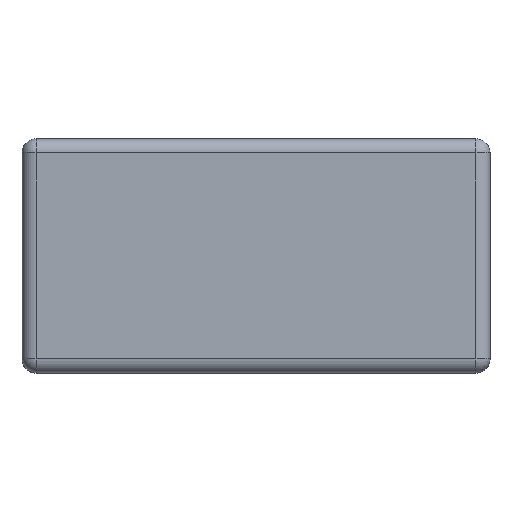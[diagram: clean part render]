
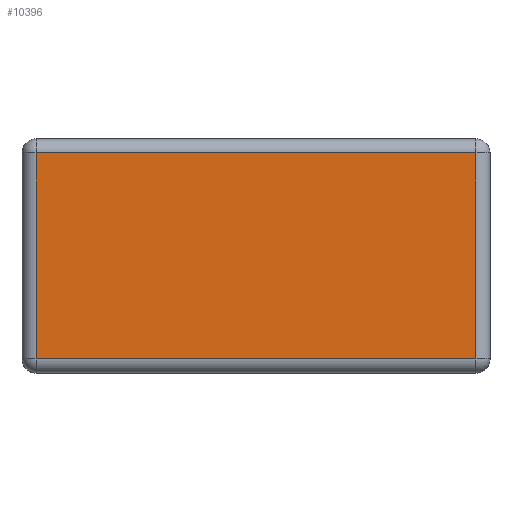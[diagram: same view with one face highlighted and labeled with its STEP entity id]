
A CAD part, top view. The second image highlights one B-rep face of the part: STEP entity #10396.
In plain terms, the highlighted face is planar.
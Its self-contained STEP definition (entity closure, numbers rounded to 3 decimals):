
#10136=CARTESIAN_POINT('',(-47.0,-22.,-28.));
#10137=VERTEX_POINT('',#10136);
#10145=CARTESIAN_POINT('',(47.,-22.,-28.));
#10146=VERTEX_POINT('',#10145);
#10147=CARTESIAN_POINT('',(-47.0,-22.,-28.));
#10148=DIRECTION('',(1.0,0.0,0.0));
#10149=VECTOR('',#10148,94.0);
#10150=LINE('',#10147,#10149);
#10151=EDGE_CURVE('',#10137,#10146,#10150,.T.);
#10183=CARTESIAN_POINT('',(47.0,22.,-28.));
#10184=VERTEX_POINT('',#10183);
#10185=CARTESIAN_POINT('',(47.0,-22.,-28.));
#10186=DIRECTION('',(0.0,1.0,0.0));
#10187=VECTOR('',#10186,44.);
#10188=LINE('',#10185,#10187);
#10189=EDGE_CURVE('',#10146,#10184,#10188,.T.);
#10233=CARTESIAN_POINT('',(-47.,22.,-28.));
#10234=VERTEX_POINT('',#10233);
#10235=CARTESIAN_POINT('',(47.0,22.,-28.));
#10236=DIRECTION('',(-1.0,0.0,0.0));
#10237=VECTOR('',#10236,94.0);
#10238=LINE('',#10235,#10237);
#10239=EDGE_CURVE('',#10184,#10234,#10238,.T.);
#10288=CARTESIAN_POINT('',(-47.0,22.,-28.));
#10289=DIRECTION('',(0.0,-1.0,0.0));
#10290=VECTOR('',#10289,44.);
#10291=LINE('',#10288,#10290);
#10292=EDGE_CURVE('',#10234,#10137,#10291,.T.);
#10385=CARTESIAN_POINT('',(0.,0.,-28.));
#10386=DIRECTION('',(0.0,0.0,1.0));
#10387=DIRECTION('',(1.0,0.0,0.0));
#10388=AXIS2_PLACEMENT_3D('',#10385,#10386,#10387);
#10389=PLANE('',#10388);
#10390=ORIENTED_EDGE('',*,*,#10151,.F.);
#10391=ORIENTED_EDGE('',*,*,#10292,.F.);
#10392=ORIENTED_EDGE('',*,*,#10239,.F.);
#10393=ORIENTED_EDGE('',*,*,#10189,.F.);
#10394=EDGE_LOOP('',(#10390,#10391,#10392,#10393));
#10395=FACE_OUTER_BOUND('',#10394,.T.);
#10396=ADVANCED_FACE('',(#10395),#10389,.F.);
